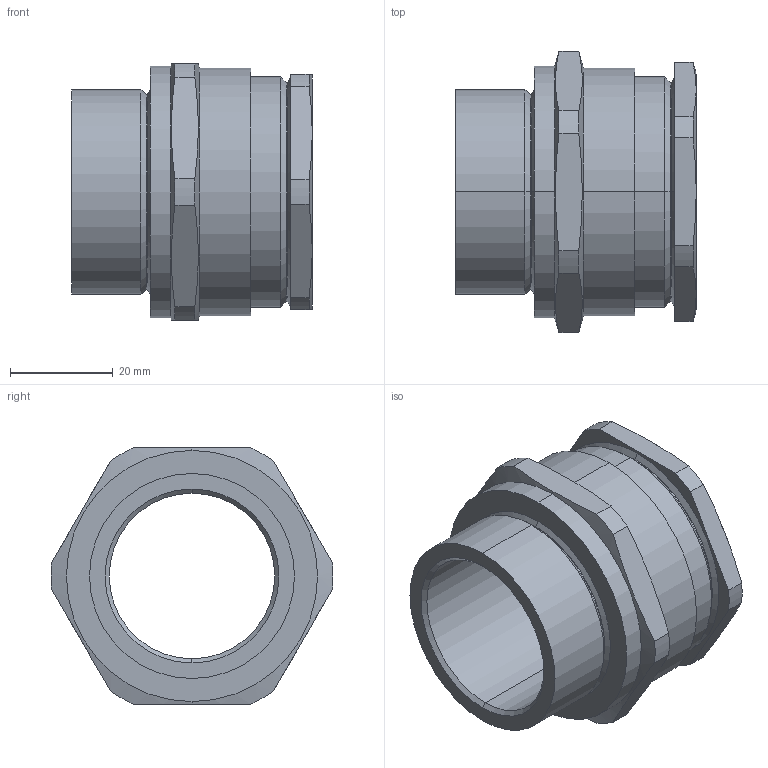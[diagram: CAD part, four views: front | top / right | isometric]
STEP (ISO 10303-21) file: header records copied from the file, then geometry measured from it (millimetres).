
FILE_DESCRIPTION (( 'STEP AP203' ), '1' );
FILE_NAME ('40A2F1RA.STEP', '2021-03-11T14:30:56', ( '' ), ( '' ), 'SwSTEP 2.0', 'SolidWorks 2017', '' );
FILE_SCHEMA (( 'CONFIG_CONTROL_DESIGN' ));
Length unit declared in the file: millimetre
Products named in the file (1): 40A2F1RA
Bounding box: 46.9 x 54.97 x 50 mm (x, y, z)
Volume: 36121.7 mm3; surface area: 17230.3 mm2
Topology: 2 solids, 2 shells, 73 faces, 170 edges, 104 vertices
Faces by surface type: cylinder 30, cone 22, plane 19, torus 2
Entity records: 2269 total; most frequent: CARTESIAN_POINT 512, DIRECTION 368, ORIENTED_EDGE 340, EDGE_CURVE 170, AXIS2_PLACEMENT_3D 152, VERTEX_POINT 104, EDGE_LOOP 80, CIRCLE 78
